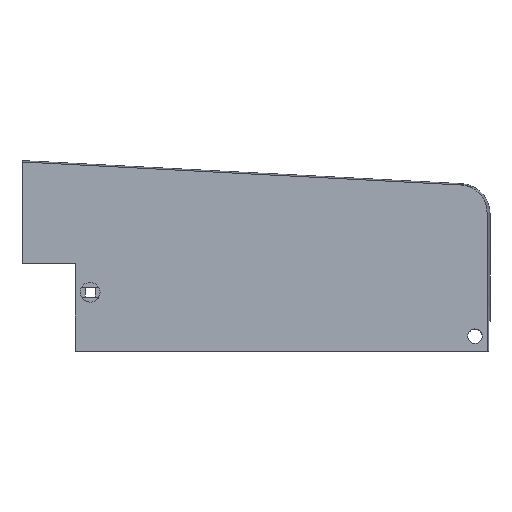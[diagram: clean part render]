
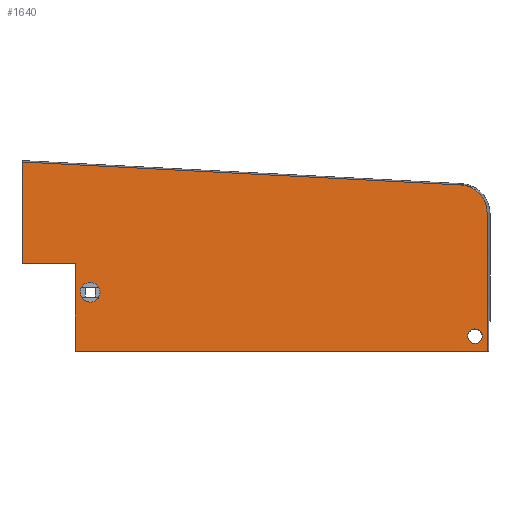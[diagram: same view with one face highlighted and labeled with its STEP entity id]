
A CAD part, front view. The second image highlights one B-rep face of the part: STEP entity #1640.
In plain terms, the highlighted planar face has unit normal (0.002, -0.999, 0.046).
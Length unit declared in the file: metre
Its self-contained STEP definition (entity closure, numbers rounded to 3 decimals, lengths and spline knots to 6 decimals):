
#17=ELLIPSE('',#1734,0.003253,0.00325);
#43=B_SPLINE_CURVE_WITH_KNOTS('',3,(#2636,#2637,#2638,#2639),
 .UNSPECIFIED.,.F.,.F.,(4,4),(0.,1.),.UNSPECIFIED.);
#46=B_SPLINE_CURVE_WITH_KNOTS('',3,(#2698,#2699,#2700,#2701,#2702,#2703,
#2704),.UNSPECIFIED.,.F.,.F.,(4,1,1,1,4),(0.,0.25,0.5,0.75,1.),
 .UNSPECIFIED.);
#49=B_SPLINE_CURVE_WITH_KNOTS('',3,(#2740,#2741,#2742,#2743),
 .UNSPECIFIED.,.F.,.F.,(4,4),(0.,1.),.UNSPECIFIED.);
#58=CIRCLE('',#1722,0.0024);
#431=ORIENTED_EDGE('',*,*,#691,.T.);
#432=ORIENTED_EDGE('',*,*,#719,.T.);
#433=ORIENTED_EDGE('',*,*,#682,.T.);
#434=ORIENTED_EDGE('',*,*,#679,.T.);
#435=ORIENTED_EDGE('',*,*,#714,.T.);
#436=ORIENTED_EDGE('',*,*,#731,.T.);
#437=ORIENTED_EDGE('',*,*,#737,.T.);
#438=ORIENTED_EDGE('',*,*,#733,.T.);
#439=ORIENTED_EDGE('',*,*,#685,.T.);
#679=EDGE_CURVE('',#864,#867,#43,.T.);
#682=EDGE_CURVE('',#868,#864,#46,.T.);
#685=EDGE_CURVE('',#872,#868,#49,.T.);
#691=EDGE_CURVE('',#875,#875,#58,.T.);
#714=EDGE_CURVE('',#867,#892,#1075,.F.);
#719=EDGE_CURVE('',#893,#893,#17,.T.);
#731=EDGE_CURVE('',#892,#901,#1088,.F.);
#733=EDGE_CURVE('',#903,#872,#1090,.F.);
#737=EDGE_CURVE('',#901,#903,#1094,.F.);
#864=VERTEX_POINT('',#2601);
#867=VERTEX_POINT('',#2635);
#868=VERTEX_POINT('',#2677);
#872=VERTEX_POINT('',#2744);
#875=VERTEX_POINT('',#2761);
#892=VERTEX_POINT('',#2806);
#893=VERTEX_POINT('',#2814);
#901=VERTEX_POINT('',#2838);
#903=VERTEX_POINT('',#2844);
#1075=LINE('',#2807,#1271);
#1088=LINE('',#2839,#1284);
#1090=LINE('',#2843,#1286);
#1094=LINE('',#2851,#1290);
#1271=VECTOR('',#2040,1.);
#1284=VECTOR('',#2073,1.);
#1286=VECTOR('',#2077,1.);
#1290=VECTOR('',#2085,1.);
#1381=EDGE_LOOP('',(#431));
#1382=EDGE_LOOP('',(#432));
#1383=EDGE_LOOP('',(#433,#434,#435,#436,#437,#438,#439));
#1477=FACE_BOUND('',#1381,.T.);
#1478=FACE_BOUND('',#1382,.T.);
#1479=FACE_BOUND('',#1383,.T.);
#1557=PLANE('',#1742);
#1640=ADVANCED_FACE('',(#1477,#1478,#1479),#1557,.F.);
#1722=AXIS2_PLACEMENT_3D('',#2760,#2003,#2004);
#1734=AXIS2_PLACEMENT_3D('',#2813,#2050,#2051);
#1742=AXIS2_PLACEMENT_3D('',#2850,#2083,#2084);
#2003=DIRECTION('',(-0.002,0.999,-0.046));
#2004=DIRECTION('',(0.,0.046,0.999));
#2040=DIRECTION('',(0.,0.046,0.999));
#2050=DIRECTION('',(-0.002,0.999,-0.046));
#2051=DIRECTION('',(0.052,0.046,0.998));
#2073=DIRECTION('',(-1.,-0.002,0.));
#2077=DIRECTION('',(-1.,-0.002,0.));
#2083=DIRECTION('',(-0.002,0.999,-0.046));
#2084=DIRECTION('',(-1.,-0.002,0.));
#2085=DIRECTION('',(0.,0.046,0.999));
#2601=CARTESIAN_POINT('',(-0.0095,-0.026521,0.044872));
#2635=CARTESIAN_POINT('',(-0.154368,-0.026521,0.052464));
#2636=CARTESIAN_POINT('',(-0.0095,-0.026521,0.044872));
#2637=CARTESIAN_POINT('',(-0.05779,-0.026521,0.047402));
#2638=CARTESIAN_POINT('',(-0.106079,-0.026521,0.049933));
#2639=CARTESIAN_POINT('',(-0.154368,-0.026521,0.052464));
#2677=CARTESIAN_POINT('',(-0.000971,-0.02691,0.035884));
#2698=CARTESIAN_POINT('',(-0.000971,-0.02691,0.035884));
#2699=CARTESIAN_POINT('',(-0.000971,-0.026858,0.037036));
#2700=CARTESIAN_POINT('',(-0.001409,-0.026756,0.039294));
#2701=CARTESIAN_POINT('',(-0.003283,-0.026626,0.042231));
#2702=CARTESIAN_POINT('',(-0.006118,-0.026541,0.044256));
#2703=CARTESIAN_POINT('',(-0.008349,-0.026521,0.044811));
#2704=CARTESIAN_POINT('',(-0.0095,-0.026521,0.044872));
#2740=CARTESIAN_POINT('',(-0.000971,-0.029002,-0.01));
#2741=CARTESIAN_POINT('',(-0.000971,-0.028305,0.005295));
#2742=CARTESIAN_POINT('',(-0.000971,-0.027608,0.020589));
#2743=CARTESIAN_POINT('',(-0.000971,-0.02691,0.035884));
#2744=CARTESIAN_POINT('',(-0.000971,-0.029002,-0.01));
#2760=CARTESIAN_POINT('',(-0.005,-0.028784,-0.005005));
#2761=CARTESIAN_POINT('',(-0.005,-0.028675,-0.002607));
#2806=CARTESIAN_POINT('',(-0.154368,-0.028047,0.019));
#2807=CARTESIAN_POINT('',(-0.154368,-0.027593,0.028954));
#2813=CARTESIAN_POINT('',(-0.131868,-0.028426,0.0095));
#2814=CARTESIAN_POINT('',(-0.131698,-0.028278,0.012746));
#2838=CARTESIAN_POINT('',(-0.136868,-0.028005,0.019));
#2839=CARTESIAN_POINT('',(-0.121818,-0.027969,0.019));
#2843=CARTESIAN_POINT('',(-0.045618,-0.029109,-0.01));
#2844=CARTESIAN_POINT('',(-0.136868,-0.029327,-0.01));
#2850=CARTESIAN_POINT('',(-0.045623,-0.027333,0.028942));
#2851=CARTESIAN_POINT('',(-0.136868,-0.027688,0.02594));
